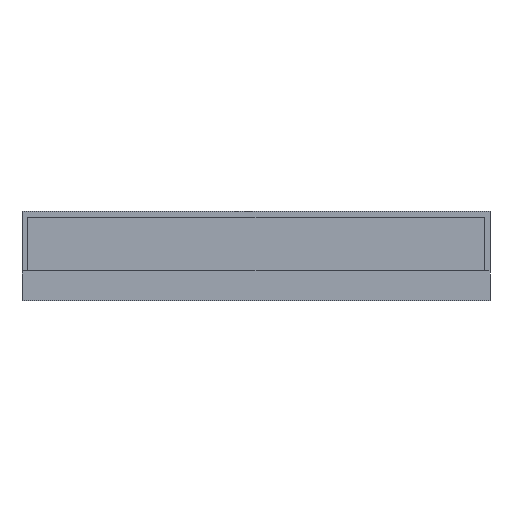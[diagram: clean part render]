
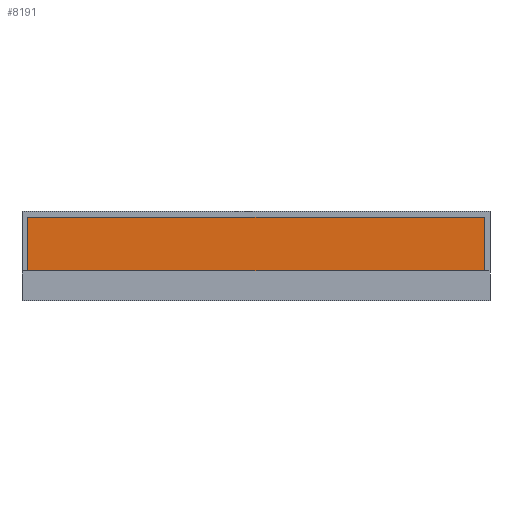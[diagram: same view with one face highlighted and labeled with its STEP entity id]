
A CAD part, front view. The second image highlights one B-rep face of the part: STEP entity #8191.
In plain terms, the highlighted planar face has unit normal (0, -1, 0).
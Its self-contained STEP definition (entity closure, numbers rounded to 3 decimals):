
#2590 = VERTEX_POINT('',#2591);
#2591 = CARTESIAN_POINT('',(38.211,41.803,5.));
#2614 = VERTEX_POINT('',#2615);
#2615 = CARTESIAN_POINT('',(-38.289,41.803,5.));
#7905 = EDGE_CURVE('',#2590,#7906,#7908,.T.);
#7906 = VERTEX_POINT('',#7907);
#7907 = CARTESIAN_POINT('',(38.211,41.803,14.));
#7908 = LINE('',#7909,#7910);
#7909 = CARTESIAN_POINT('',(38.211,41.803,5.));
#7910 = VECTOR('',#7911,1.);
#7911 = DIRECTION('',(0.,0.,1.));
#7918 = EDGE_CURVE('',#2614,#7919,#7921,.T.);
#7919 = VERTEX_POINT('',#7920);
#7920 = CARTESIAN_POINT('',(-38.289,41.803,14.));
#7921 = LINE('',#7922,#7923);
#7922 = CARTESIAN_POINT('',(-38.289,41.803,5.));
#7923 = VECTOR('',#7924,1.);
#7924 = DIRECTION('',(0.,0.,1.));
#7926 = EDGE_CURVE('',#7906,#7919,#7927,.T.);
#7927 = LINE('',#7928,#7929);
#7928 = CARTESIAN_POINT('',(38.211,41.803,14.));
#7929 = VECTOR('',#7930,1.);
#7930 = DIRECTION('',(-1.,0.,0.));
#7940 = EDGE_CURVE('',#2614,#2590,#7941,.T.);
#7941 = LINE('',#7942,#7943);
#7942 = CARTESIAN_POINT('',(-38.289,41.803,5.));
#7943 = VECTOR('',#7944,1.);
#7944 = DIRECTION('',(1.,0.,0.));
#8191 = ADVANCED_FACE('',(#8192),#8198,.T.);
#8192 = FACE_BOUND('',#8193,.T.);
#8193 = EDGE_LOOP('',(#8194,#8195,#8196,#8197));
#8194 = ORIENTED_EDGE('',*,*,#7918,.F.);
#8195 = ORIENTED_EDGE('',*,*,#7940,.T.);
#8196 = ORIENTED_EDGE('',*,*,#7905,.T.);
#8197 = ORIENTED_EDGE('',*,*,#7926,.T.);
#8198 = PLANE('',#8199);
#8199 = AXIS2_PLACEMENT_3D('',#8200,#8201,#8202);
#8200 = CARTESIAN_POINT('',(-38.289,41.803,14.));
#8201 = DIRECTION('',(0.,-1.,0.));
#8202 = DIRECTION('',(1.,0.,0.));
